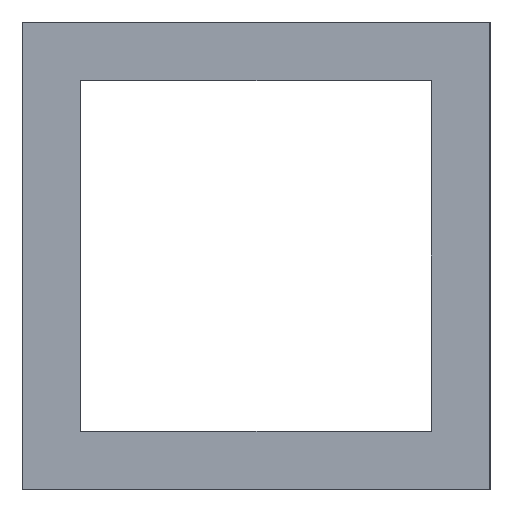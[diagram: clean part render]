
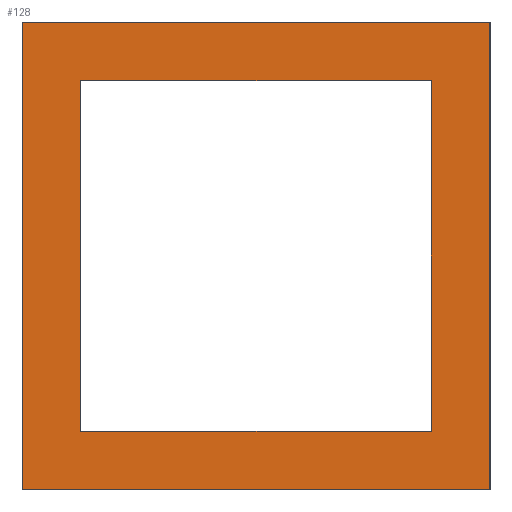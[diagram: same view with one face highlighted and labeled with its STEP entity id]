
A CAD part, left-side view. The second image highlights one B-rep face of the part: STEP entity #128.
In plain terms, the highlighted planar face has unit normal (-1, 0, 0).
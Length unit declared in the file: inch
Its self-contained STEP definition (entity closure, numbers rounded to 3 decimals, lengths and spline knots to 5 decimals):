
#3 = CARTESIAN_POINT ( 'NONE',  ( -23.5, 0.375, 0.375 ) ) ;
#6 = DIRECTION ( 'NONE',  ( 0., 0., 1. ) ) ;
#20 = VERTEX_POINT ( 'NONE', #75 ) ;
#28 = CARTESIAN_POINT ( 'NONE',  ( -23.5, -0.5, -0.5 ) ) ;
#30 = CARTESIAN_POINT ( 'NONE',  ( -23.5, -0.5, 0.5 ) ) ;
#32 = LINE ( 'NONE', #188, #121 ) ;
#35 = CARTESIAN_POINT ( 'NONE',  ( -23.5, 0.375, -0.375 ) ) ;
#38 = CARTESIAN_POINT ( 'NONE',  ( -23.5, -0.375, 0. ) ) ;
#39 = EDGE_CURVE ( 'NONE', #280, #101, #308, .T. ) ;
#40 = VECTOR ( 'NONE', #218, 39.37008 ) ;
#55 = CARTESIAN_POINT ( 'NONE',  ( -23.5, -0.375, -0.375 ) ) ;
#59 = VERTEX_POINT ( 'NONE', #207 ) ;
#61 = ORIENTED_EDGE ( 'NONE', *, *, #187, .T. ) ;
#62 = CARTESIAN_POINT ( 'NONE',  ( -23.5, -0.5, 0.5 ) ) ;
#65 = LINE ( 'NONE', #85, #336 ) ;
#66 = VECTOR ( 'NONE', #344, 39.37008 ) ;
#70 = ORIENTED_EDGE ( 'NONE', *, *, #259, .F. ) ;
#74 = ORIENTED_EDGE ( 'NONE', *, *, #276, .T. ) ;
#75 = CARTESIAN_POINT ( 'NONE',  ( -23.5, -0.375, 0.375 ) ) ;
#85 = CARTESIAN_POINT ( 'NONE',  ( -23.5, -0.5, -0.5 ) ) ;
#89 = CARTESIAN_POINT ( 'NONE',  ( -23.5, 0.5, -0.5 ) ) ;
#101 = VERTEX_POINT ( 'NONE', #28 ) ;
#114 = CARTESIAN_POINT ( 'NONE',  ( -23.5, 0., -0.375 ) ) ;
#121 = VECTOR ( 'NONE', #136, 39.37008 ) ;
#128 = ADVANCED_FACE ( 'NONE', ( #235, #268 ), #240, .F. ) ;
#136 = DIRECTION ( 'NONE',  ( 0., 0., 1. ) ) ;
#139 = DIRECTION ( 'NONE',  ( 0., 1., 0. ) ) ;
#150 = EDGE_LOOP ( 'NONE', ( #74, #285, #196, #61 ) ) ;
#152 = EDGE_CURVE ( 'NONE', #322, #20, #155, .T. ) ;
#154 = CARTESIAN_POINT ( 'NONE',  ( -23.5, 0., 0. ) ) ;
#155 = LINE ( 'NONE', #293, #66 ) ;
#160 = LINE ( 'NONE', #30, #315 ) ;
#169 = VECTOR ( 'NONE', #309, 39.37008 ) ;
#171 = VERTEX_POINT ( 'NONE', #55 ) ;
#180 = VERTEX_POINT ( 'NONE', #35 ) ;
#184 = DIRECTION ( 'NONE',  ( 0., 0., -1. ) ) ;
#187 = EDGE_CURVE ( 'NONE', #20, #171, #247, .T. ) ;
#188 = CARTESIAN_POINT ( 'NONE',  ( -23.5, 0.375, 0. ) ) ;
#196 = ORIENTED_EDGE ( 'NONE', *, *, #152, .T. ) ;
#205 = VECTOR ( 'NONE', #6, 39.37008 ) ;
#207 = CARTESIAN_POINT ( 'NONE',  ( -23.5, 0.5, 0.5 ) ) ;
#209 = DIRECTION ( 'NONE',  ( 1., 0., 0. ) ) ;
#211 = AXIS2_PLACEMENT_3D ( 'NONE', #154, #209, #184 ) ;
#218 = DIRECTION ( 'NONE',  ( 0., 1., 0. ) ) ;
#219 = ORIENTED_EDGE ( 'NONE', *, *, #224, .F. ) ;
#224 = EDGE_CURVE ( 'NONE', #59, #280, #160, .T. ) ;
#230 = ORIENTED_EDGE ( 'NONE', *, *, #278, .F. ) ;
#235 = FACE_OUTER_BOUND ( 'NONE', #310, .T. ) ;
#240 = PLANE ( 'NONE',  #211 ) ;
#241 = EDGE_CURVE ( 'NONE', #180, #322, #32, .T. ) ;
#242 = DIRECTION ( 'NONE',  ( 0., 0., -1. ) ) ;
#244 = CARTESIAN_POINT ( 'NONE',  ( -23.5, 0.5, 0.5 ) ) ;
#247 = LINE ( 'NONE', #38, #270 ) ;
#256 = CARTESIAN_POINT ( 'NONE',  ( -23.5, -0.5, 0.5 ) ) ;
#259 = EDGE_CURVE ( 'NONE', #260, #59, #327, .T. ) ;
#260 = VERTEX_POINT ( 'NONE', #89 ) ;
#268 = FACE_BOUND ( 'NONE', #150, .T. ) ;
#270 = VECTOR ( 'NONE', #242, 39.37008 ) ;
#276 = EDGE_CURVE ( 'NONE', #171, #180, #323, .T. ) ;
#278 = EDGE_CURVE ( 'NONE', #101, #260, #65, .T. ) ;
#280 = VERTEX_POINT ( 'NONE', #62 ) ;
#285 = ORIENTED_EDGE ( 'NONE', *, *, #241, .T. ) ;
#293 = CARTESIAN_POINT ( 'NONE',  ( -23.5, 0., 0.375 ) ) ;
#308 = LINE ( 'NONE', #256, #169 ) ;
#309 = DIRECTION ( 'NONE',  ( 0., 0., -1. ) ) ;
#310 = EDGE_LOOP ( 'NONE', ( #230, #329, #219, #70 ) ) ;
#315 = VECTOR ( 'NONE', #325, 39.37008 ) ;
#322 = VERTEX_POINT ( 'NONE', #3 ) ;
#323 = LINE ( 'NONE', #114, #40 ) ;
#325 = DIRECTION ( 'NONE',  ( 0., -1., 0. ) ) ;
#327 = LINE ( 'NONE', #244, #205 ) ;
#329 = ORIENTED_EDGE ( 'NONE', *, *, #39, .F. ) ;
#336 = VECTOR ( 'NONE', #139, 39.37008 ) ;
#344 = DIRECTION ( 'NONE',  ( 0., -1., 0. ) ) ;
